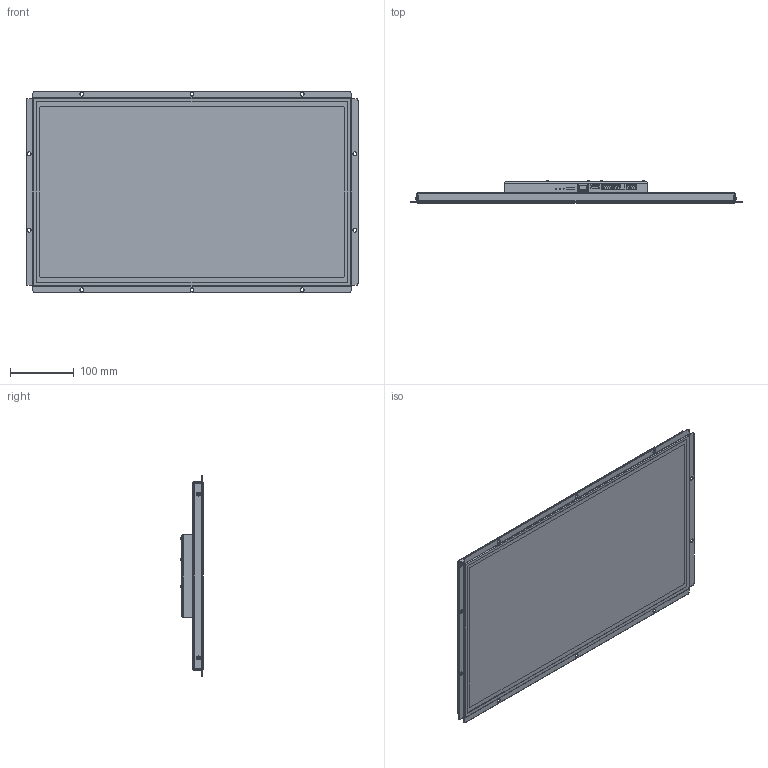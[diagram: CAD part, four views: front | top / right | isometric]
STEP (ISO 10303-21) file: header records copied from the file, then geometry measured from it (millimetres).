
FILE_DESCRIPTION(/* description */ ('fel4B-02A-21,5 Zoll LT-Line'),/* implementation_level */ '2;1');
FILE_NAME(/* name */ '20000089 fel4B-02A-21,5 Zoll LT-Line.stp',/* time_stamp */ '2019-08-20T12:29:20+02:00',/* author */ ('Uwe Kosiol'),/* organization */ (''),/* preprocessor_version */ 'ST-DEVELOPER v17.2',/* originating_system */ 'Autodesk Inventor 2019',/* authorisation */ '');
FILE_SCHEMA (('AUTOMOTIVE_DESIGN { 1 0 10303 214 3 1 1 }'));
Length unit declared in the file: millimetre
Products named in the file (11): 20000089; 00003290; 00003295; 00003435; 00003296; 00003231; ANSI B18.3.4M - M3 x 0.5 x 5; ANSI B18.3.4M - M3 x 0.5 x 4; ANSI B18.3.4M - M3 x 0.5 x 6; ANSI B18.3.4M - M3 x 0.5 x 12; 40000016
Assembly tree (26 placements, depth 2):
  20000089
    00003290
    00003295
    00003435  x4
    00003296
    00003231
    ANSI B18.3.4M - M3 x 0.5 x 5  x4
    ANSI B18.3.4M - M3 x 0.5 x 4  x2
    ANSI B18.3.4M - M3 x 0.5 x 6  x4
    ANSI B18.3.4M - M3 x 0.5 x 12  x4
    40000016  x4
Bounding box: 520 x 34.65 x 316 mm (x, y, z)
Volume: 2139708.3 mm3; surface area: 789256 mm2
Topology: 32 solids, 32 shells, 1224 faces, 3120 edges, 2029 vertices
Faces by surface type: plane 774, cylinder 209, bspline 139, cone 84, torus 14, sphere 4
Full cylindrical faces by diameter (mm): 0.4 x11, 1.5 x3, 2.459 x8, 3 x18, 3.1 x2, 3.2 x4, 3.45 x4, 4.4 x4, 5.42 x4, 5.7 x14, 6 x10
Entity records: 31595 total; most frequent: CARTESIAN_POINT 7534, ORIENTED_EDGE 4964, DIRECTION 4368, EDGE_CURVE 2482, LINE 1758, VECTOR 1758, VERTEX_POINT 1607, AXIS2_PLACEMENT_3D 1305
